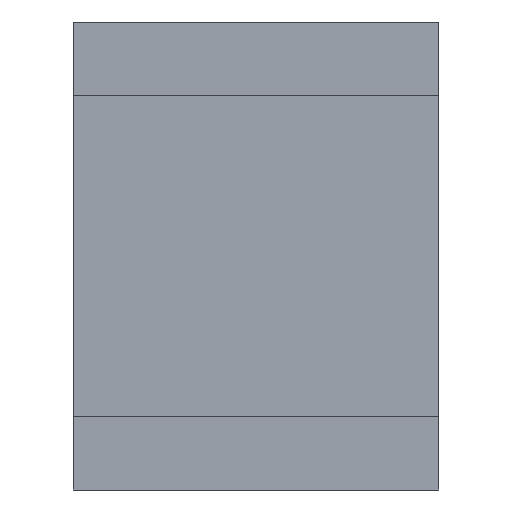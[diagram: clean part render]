
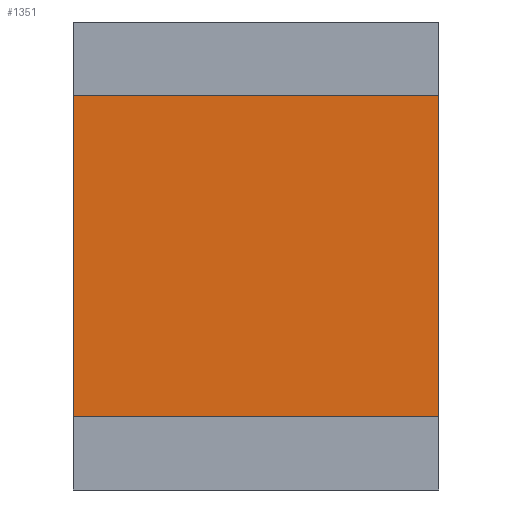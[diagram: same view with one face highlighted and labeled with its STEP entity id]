
A CAD part, front view. The second image highlights one B-rep face of the part: STEP entity #1351.
In plain terms, the highlighted planar face has unit normal (0, -1, 0).
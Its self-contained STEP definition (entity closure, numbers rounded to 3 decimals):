
#143 = DIRECTION ( 'NONE',  ( 0., 1., 0. ) ) ;
#206 = ORIENTED_EDGE ( 'NONE', *, *, #4173, .F. ) ;
#592 = LINE ( 'NONE', #2483, #908 ) ;
#781 = LINE ( 'NONE', #2481, #2615 ) ;
#849 = DIRECTION ( 'NONE',  ( 0., 0., 1. ) ) ;
#908 = VECTOR ( 'NONE', #1506, 1000. ) ;
#1029 = EDGE_CURVE ( 'NONE', #2405, #3977, #1690, .T. ) ;
#1045 = ORIENTED_EDGE ( 'NONE', *, *, #1366, .F. ) ;
#1118 = CARTESIAN_POINT ( 'NONE',  ( 4.482, -0.29, 1.59 ) ) ;
#1155 = LINE ( 'NONE', #3880, #2056 ) ;
#1351 = ADVANCED_FACE ( 'NONE', ( #3119 ), #4119, .F. ) ;
#1366 = EDGE_CURVE ( 'NONE', #2405, #3949, #781, .T. ) ;
#1497 = CARTESIAN_POINT ( 'NONE',  ( 1.25, -0.29, 1.59 ) ) ;
#1506 = DIRECTION ( 'NONE',  ( -1., 0., 0. ) ) ;
#1690 = LINE ( 'NONE', #4360, #3534 ) ;
#2056 = VECTOR ( 'NONE', #849, 1000. ) ;
#2170 = EDGE_CURVE ( 'NONE', #4054, #3977, #1155, .T. ) ;
#2405 = VERTEX_POINT ( 'NONE', #1497 ) ;
#2481 = CARTESIAN_POINT ( 'NONE',  ( 1.25, -0.29, 1.59 ) ) ;
#2483 = CARTESIAN_POINT ( 'NONE',  ( 4.482, -0.29, -1.59 ) ) ;
#2511 = CARTESIAN_POINT ( 'NONE',  ( 1.25, -0.29, -1.59 ) ) ;
#2615 = VECTOR ( 'NONE', #2807, 1000. ) ;
#2722 = EDGE_LOOP ( 'NONE', ( #1045, #3510, #3727, #206 ) ) ;
#2807 = DIRECTION ( 'NONE',  ( 0., 0., -1. ) ) ;
#3119 = FACE_OUTER_BOUND ( 'NONE', #2722, .T. ) ;
#3317 = AXIS2_PLACEMENT_3D ( 'NONE', #1118, #143, #3793 ) ;
#3510 = ORIENTED_EDGE ( 'NONE', *, *, #1029, .T. ) ;
#3534 = VECTOR ( 'NONE', #4027, 1000. ) ;
#3715 = CARTESIAN_POINT ( 'NONE',  ( -1.25, -0.29, -1.59 ) ) ;
#3727 = ORIENTED_EDGE ( 'NONE', *, *, #2170, .F. ) ;
#3793 = DIRECTION ( 'NONE',  ( 0., 0., 1. ) ) ;
#3880 = CARTESIAN_POINT ( 'NONE',  ( -1.25, -0.29, 1.59 ) ) ;
#3949 = VERTEX_POINT ( 'NONE', #2511 ) ;
#3977 = VERTEX_POINT ( 'NONE', #4038 ) ;
#4027 = DIRECTION ( 'NONE',  ( -1., 0., 0. ) ) ;
#4038 = CARTESIAN_POINT ( 'NONE',  ( -1.25, -0.29, 1.59 ) ) ;
#4054 = VERTEX_POINT ( 'NONE', #3715 ) ;
#4119 = PLANE ( 'NONE',  #3317 ) ;
#4173 = EDGE_CURVE ( 'NONE', #3949, #4054, #592, .T. ) ;
#4360 = CARTESIAN_POINT ( 'NONE',  ( 4.482, -0.29, 1.59 ) ) ;
